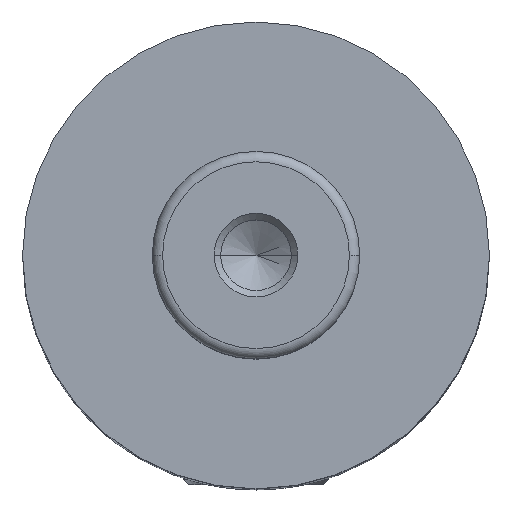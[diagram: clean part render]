
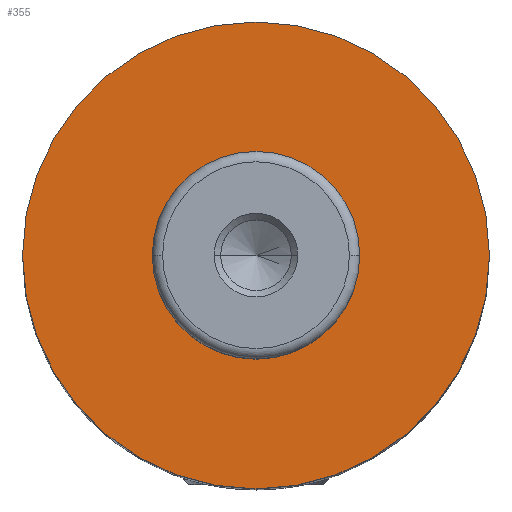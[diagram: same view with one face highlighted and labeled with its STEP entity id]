
A CAD part, top view. The second image highlights one B-rep face of the part: STEP entity #355.
In plain terms, the highlighted planar face has unit normal (0, 0, 1).
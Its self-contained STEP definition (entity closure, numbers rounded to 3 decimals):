
#5 = VERTEX_POINT ( 'NONE', #1421 ) ;
#63 = DIRECTION ( 'NONE',  ( 1., 0., 0. ) ) ;
#89 = DIRECTION ( 'NONE',  ( 0., 0., -1. ) ) ;
#165 = EDGE_LOOP ( 'NONE', ( #545, #819 ) ) ;
#195 = CARTESIAN_POINT ( 'NONE',  ( -10., 0., 61. ) ) ;
#290 = CARTESIAN_POINT ( 'NONE',  ( 10., 0., 61. ) ) ;
#349 = VERTEX_POINT ( 'NONE', #593 ) ;
#355 = ADVANCED_FACE ( 'NONE', ( #394, #1424 ), #1609, .T. ) ;
#394 = FACE_BOUND ( 'NONE', #1286, .T. ) ;
#397 = DIRECTION ( 'NONE',  ( -1., 0., 0. ) ) ;
#545 = ORIENTED_EDGE ( 'NONE', *, *, #914, .F. ) ;
#548 = DIRECTION ( 'NONE',  ( 0., 0., -1. ) ) ;
#593 = CARTESIAN_POINT ( 'NONE',  ( -22.5, 0., 61. ) ) ;
#666 = VERTEX_POINT ( 'NONE', #1187 ) ;
#691 = EDGE_CURVE ( 'NONE', #666, #1089, #1414, .T. ) ;
#775 = DIRECTION ( 'NONE',  ( 0., 0., -1. ) ) ;
#819 = ORIENTED_EDGE ( 'NONE', *, *, #1440, .F. ) ;
#856 = DIRECTION ( 'NONE',  ( 0., 0., 1. ) ) ;
#879 = CARTESIAN_POINT ( 'NONE',  ( 0., 0., 61. ) ) ;
#914 = EDGE_CURVE ( 'NONE', #349, #5, #1112, .T. ) ;
#919 = ORIENTED_EDGE ( 'NONE', *, *, #691, .T. ) ;
#951 = CARTESIAN_POINT ( 'NONE',  ( 0., 0., 61. ) ) ;
#1006 = DIRECTION ( 'NONE',  ( -1., 0., 0. ) ) ;
#1089 = VERTEX_POINT ( 'NONE', #290 ) ;
#1112 = CIRCLE ( 'NONE', #1545, 22.5 ) ;
#1180 = DIRECTION ( 'NONE',  ( 0., 0., -1. ) ) ;
#1187 = CARTESIAN_POINT ( 'NONE',  ( -10., 0., 61. ) ) ;
#1228 = AXIS2_PLACEMENT_3D ( 'NONE', #879, #89, #1006 ) ;
#1259 = CIRCLE ( 'NONE', #1228, 10. ) ;
#1286 = EDGE_LOOP ( 'NONE', ( #919, #1670 ) ) ;
#1308 = CIRCLE ( 'NONE', #1400, 22.5 ) ;
#1310 = CARTESIAN_POINT ( 'NONE',  ( 0., 0., 61. ) ) ;
#1376 = EDGE_CURVE ( 'NONE', #1089, #666, #1259, .T. ) ;
#1400 = AXIS2_PLACEMENT_3D ( 'NONE', #951, #1180, #397 ) ;
#1414 = CIRCLE ( 'NONE', #1654, 10. ) ;
#1421 = CARTESIAN_POINT ( 'NONE',  ( 22.5, 0., 61. ) ) ;
#1423 = AXIS2_PLACEMENT_3D ( 'NONE', #195, #856, #63 ) ;
#1424 = FACE_OUTER_BOUND ( 'NONE', #165, .T. ) ;
#1440 = EDGE_CURVE ( 'NONE', #5, #349, #1308, .T. ) ;
#1446 = DIRECTION ( 'NONE',  ( -1., 0., 0. ) ) ;
#1540 = CARTESIAN_POINT ( 'NONE',  ( 0., 0., 61. ) ) ;
#1545 = AXIS2_PLACEMENT_3D ( 'NONE', #1540, #775, #1656 ) ;
#1609 = PLANE ( 'NONE',  #1423 ) ;
#1654 = AXIS2_PLACEMENT_3D ( 'NONE', #1310, #548, #1446 ) ;
#1656 = DIRECTION ( 'NONE',  ( -1., 0., 0. ) ) ;
#1670 = ORIENTED_EDGE ( 'NONE', *, *, #1376, .T. ) ;
